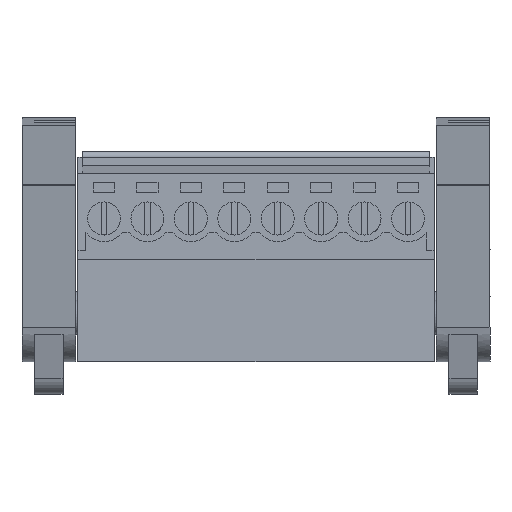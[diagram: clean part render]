
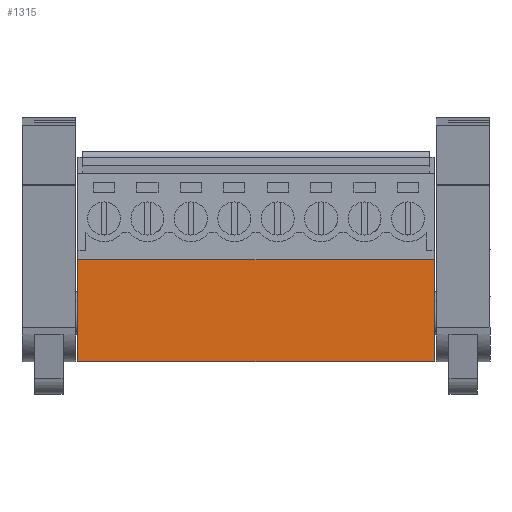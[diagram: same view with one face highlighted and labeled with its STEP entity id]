
A CAD part, front view. The second image highlights one B-rep face of the part: STEP entity #1315.
In plain terms, the highlighted planar face has unit normal (0, -1, 0).
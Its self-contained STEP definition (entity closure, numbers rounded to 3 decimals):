
#1295=AXIS2_PLACEMENT_3D('Plane Axis2P3D',#1292,#1293,#1294) ;
#63=CARTESIAN_POINT('Vertex',(4.9,5.036,2.846)) ;
#66=CARTESIAN_POINT('Line Origine',(4.9,5.036,7.321)) ;
#70=CARTESIAN_POINT('Vertex',(4.9,5.036,11.796)) ;
#365=CARTESIAN_POINT('Vertex',(36.17,5.036,2.846)) ;
#368=CARTESIAN_POINT('Line Origine',(20.535,5.036,2.846)) ;
#1292=CARTESIAN_POINT('Axis2P3D Location',(36.17,5.036,11.796)) ;
#1297=CARTESIAN_POINT('Line Origine',(36.17,5.036,7.321)) ;
#1301=CARTESIAN_POINT('Vertex',(36.17,5.036,11.796)) ;
#1304=CARTESIAN_POINT('Line Origine',(20.535,5.036,11.796)) ;
#67=DIRECTION('Vector Direction',(0.,0.,-1.)) ;
#369=DIRECTION('Vector Direction',(-1.,0.,0.)) ;
#1293=DIRECTION('Axis2P3D Direction',(0.,1.,0.)) ;
#1294=DIRECTION('Axis2P3D XDirection',(0.,0.,-1.)) ;
#1298=DIRECTION('Vector Direction',(0.,0.,-1.)) ;
#1305=DIRECTION('Vector Direction',(-1.,0.,0.)) ;
#68=VECTOR('Line Direction',#67,1.) ;
#370=VECTOR('Line Direction',#369,1.) ;
#1299=VECTOR('Line Direction',#1298,1.) ;
#1306=VECTOR('Line Direction',#1305,1.) ;
#1310=ORIENTED_EDGE('',*,*,#372,.F.) ;
#1311=ORIENTED_EDGE('',*,*,#1303,.F.) ;
#1312=ORIENTED_EDGE('',*,*,#1308,.T.) ;
#1313=ORIENTED_EDGE('',*,*,#72,.T.) ;
#1315=ADVANCED_FACE('HOUSING',(#1314),#1296,.F.) ;
#72=EDGE_CURVE('',#71,#64,#69,.T.) ;
#372=EDGE_CURVE('',#366,#64,#371,.T.) ;
#1303=EDGE_CURVE('',#1302,#366,#1300,.T.) ;
#1308=EDGE_CURVE('',#1302,#71,#1307,.T.) ;
#1309=EDGE_LOOP('',(#1310,#1311,#1312,#1313)) ;
#1314=FACE_OUTER_BOUND('',#1309,.T.) ;
#69=LINE('Line',#66,#68) ;
#371=LINE('Line',#368,#370) ;
#1300=LINE('Line',#1297,#1299) ;
#1307=LINE('Line',#1304,#1306) ;
#1296=PLANE('',#1295) ;
#64=VERTEX_POINT('',#63) ;
#71=VERTEX_POINT('',#70) ;
#366=VERTEX_POINT('',#365) ;
#1302=VERTEX_POINT('',#1301) ;
